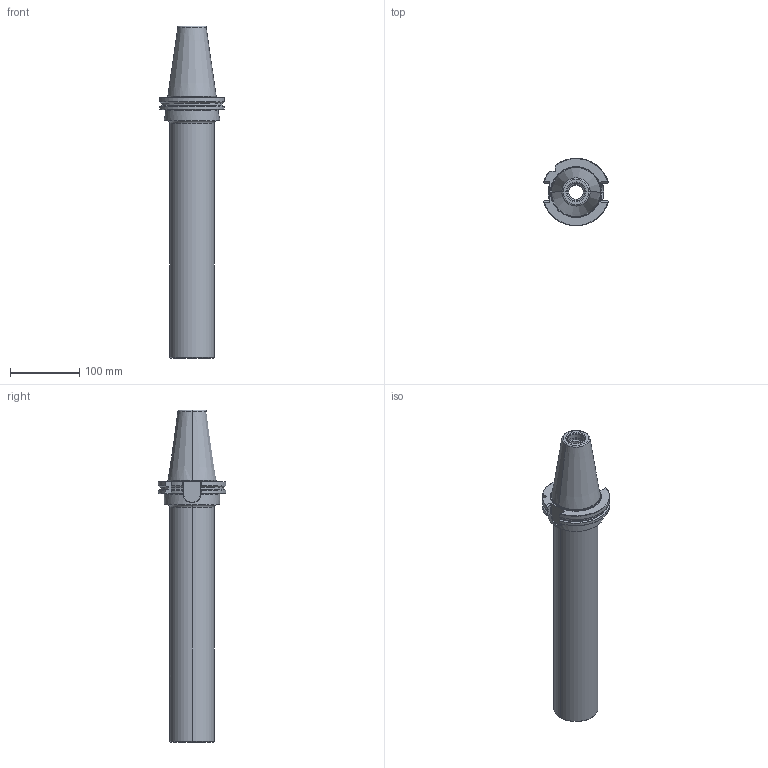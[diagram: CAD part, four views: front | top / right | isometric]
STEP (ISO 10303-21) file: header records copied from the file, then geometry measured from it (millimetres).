
FILE_DESCRIPTION(('no description'),'unknown implementation level');
FILE_NAME('CA796322-98AE-4DB4-84BB-629C758B4A34_export.stp',' ',('CIMSOURCE GmbH'),('CADClick - KiM GmbH - www.kimweb.de'),'unknown preprocess','ACIS','unknown authorization');
FILE_SCHEMA(('automotive_design'));
Length unit declared in the file: millimetre
Products named in the file (2): 328.235 Kaiser Schaft SK50B_VDxCK6Bx330xSD|690.436 Kaiser ETL M12 X 18 CK6;Schnitt-Linear austragen2; 328.235 Kaiser Schaft SK50B_VDxCK6Bx330xSD|328.235 Kaiser Schaft SK50B_VDxCK6Bx408xSD;Schnitt-Linear austragen2
Bounding box: 93.52 x 97.27 x 478.6 mm (x, y, z)
Volume: 1347060.1 mm3; surface area: 143107.9 mm2
Topology: 2 solids, 2 shells, 188 faces, 465 edges, 284 vertices
Faces by surface type: plane 67, cone 56, cylinder 43, torus 22
Entity records: 11195 total; most frequent: CARTESIAN_POINT 1498, STYLED_ITEM 937, PRESENTATION_STYLE_ASSIGNMENT 937, COLOUR_RGB 937, DIRECTION 934, ORIENTED_EDGE 926, EDGE_CURVE 463, CURVE_STYLE 463
